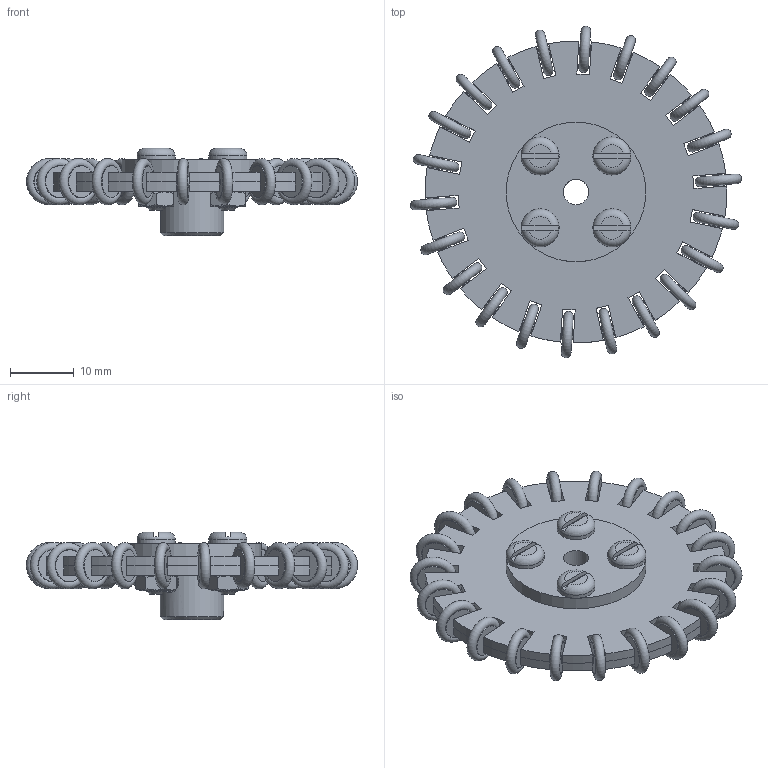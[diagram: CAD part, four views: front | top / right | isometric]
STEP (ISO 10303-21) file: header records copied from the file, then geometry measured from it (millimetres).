
FILE_DESCRIPTION(/* description */ (''),/* implementation_level */ '2;1');
FILE_NAME(/* name */ 'Wheel.stp',/* time_stamp */ '2025-07-19T13:25:51+03:00',/* author */ ('daa'),/* organization */ (''),/* preprocessor_version */ 'ST-DEVELOPER v19',/* originating_system */ 'Autodesk Inventor 2023',/* authorisation */ '');
FILE_SCHEMA (('AUTOMOTIVE_DESIGN { 1 0 10303 214 3 1 1 }'));
Length unit declared in the file: millimetre
Products named in the file (10): Wheel; wheel_board; wheel_ring; wheel_board_ЗЕРКАЛО; 4mm Rigid Flange Coupling v2; 91390A097; Деталь14; Винт А.М3-6g
x8 ГОСТ 11644-75; Гайка М3-6H ГОСТ 
5927-70; sub_wheel
Assembly tree (37 placements, depth 3):
  Wheel
    wheel_board
    wheel_ring
    wheel_board_ЗЕРКАЛО
    4mm Rigid Flange Coupling v2
      91390A097  x2
      Деталь14
    Винт А.М3-6g
x8 ГОСТ 11644-75  x4
    Гайка М3-6H ГОСТ 
5927-70  x4
    sub_wheel  x22
Bounding box: 52.1 x 52.18 x 13.8 mm (x, y, z)
Volume: 7469.5 mm3; surface area: 12597.4 mm2
Topology: 36 solids, 36 shells, 686 faces, 1815 edges, 1586 vertices
Faces by surface type: plane 313, cylinder 165, torus 116, bspline 50, cone 42
Full cylindrical faces by diameter (mm): 1.02 x22, 1.673 x44, 2.35 x10, 2.459 x4, 2.529 x2, 3 x22, 4 x1, 6 x4, 10 x1, 10.3 x2, 22 x1
Entity records: 24547 total; most frequent: CARTESIAN_POINT 14299, ORIENTED_EDGE 2044, DIRECTION 1897, EDGE_CURVE 1022, AXIS2_PLACEMENT_3D 736, VERTEX_POINT 674, LINE 425, VECTOR 425
